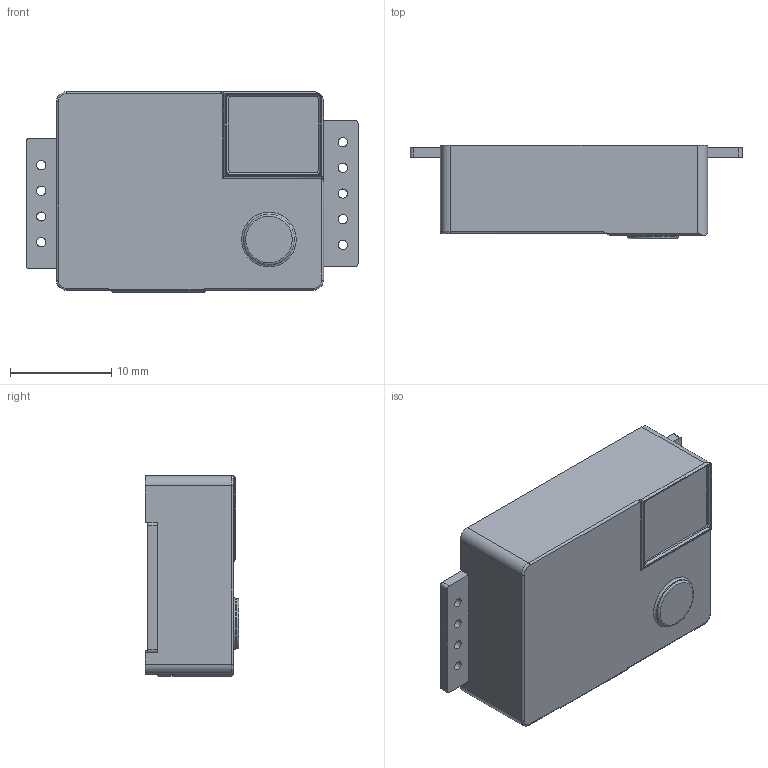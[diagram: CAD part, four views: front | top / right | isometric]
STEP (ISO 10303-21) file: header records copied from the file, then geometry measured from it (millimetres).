
FILE_DESCRIPTION(/* description */ (''),/* implementation_level */ '2;1');
FILE_NAME(/* name */ 'MH-Z19B v1.step',/* time_stamp */ '2024-01-12T22:55:33+01:00',/* author */ (''),/* organization */ (''),/* preprocessor_version */ 'ST-DEVELOPER v20',/* originating_system */ 'Autodesk Translation Framework v12.14.0.127',/* authorisation */ '');
FILE_SCHEMA (('AUTOMOTIVE_DESIGN { 1 0 10303 214 3 1 1 }'));
Length unit declared in the file: millimetre
Products named in the file (1): MH-Z19B
Bounding box: 32.8 x 9.25 x 19.8 mm (x, y, z)
Volume: 4474.9 mm3; surface area: 3065.4 mm2
Topology: 2 solids, 2 shells, 111 faces, 278 edges, 174 vertices
Faces by surface type: plane 78, cylinder 26, torus 5, bspline 2
Full cylindrical faces by diameter (mm): 0.9 x9, 5 x1
Entity records: 3409 total; most frequent: CARTESIAN_POINT 632, DIRECTION 558, ORIENTED_EDGE 556, EDGE_CURVE 278, LINE 210, VECTOR 210, VERTEX_POINT 174, AXIS2_PLACEMENT_3D 174
